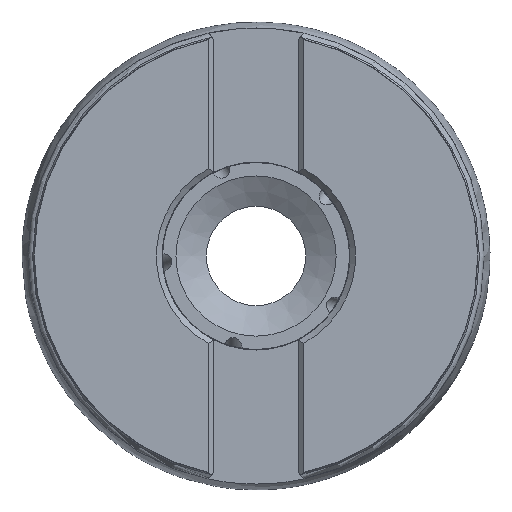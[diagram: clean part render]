
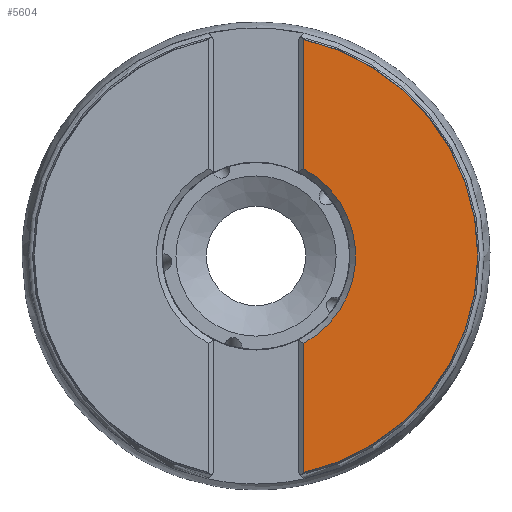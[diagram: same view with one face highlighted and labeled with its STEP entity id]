
A CAD part, left-side view. The second image highlights one B-rep face of the part: STEP entity #5604.
In plain terms, the highlighted planar face has unit normal (-1, 0, 0).
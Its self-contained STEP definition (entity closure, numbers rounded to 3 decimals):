
#218 = VERTEX_POINT ( 'NONE', #1679 ) ;
#489 = AXIS2_PLACEMENT_3D ( 'NONE', #5645, #13364, #6733 ) ;
#776 = ORIENTED_EDGE ( 'NONE', *, *, #3349, .T. ) ;
#958 = DIRECTION ( 'NONE',  ( -1., 0., 0. ) ) ;
#1560 = LINE ( 'NONE', #7206, #9946 ) ;
#1679 = CARTESIAN_POINT ( 'NONE',  ( -48.905, -8.15, 37.036 ) ) ;
#1828 = CARTESIAN_POINT ( 'NONE',  ( -48.905, -8.15, -14.948 ) ) ;
#2480 = VECTOR ( 'NONE', #10818, 1000. ) ;
#2740 = ORIENTED_EDGE ( 'NONE', *, *, #10187, .T. ) ;
#2836 = CIRCLE ( 'NONE', #5088, 37.922 ) ;
#2872 = DIRECTION ( 'NONE',  ( 1., 0., 0. ) ) ;
#3066 = CARTESIAN_POINT ( 'NONE',  ( -48.905, -8.15, 14.948 ) ) ;
#3349 = EDGE_CURVE ( 'NONE', #218, #13244, #10201, .T. ) ;
#3524 = VERTEX_POINT ( 'NONE', #6837 ) ;
#5088 = AXIS2_PLACEMENT_3D ( 'NONE', #9409, #2872, #10575 ) ;
#5604 = ADVANCED_FACE ( 'NONE', ( #9634 ), #10825, .T. ) ;
#5645 = CARTESIAN_POINT ( 'NONE',  ( -48.905, 0., 0. ) ) ;
#6733 = DIRECTION ( 'NONE',  ( 0., 0., 1. ) ) ;
#6837 = CARTESIAN_POINT ( 'NONE',  ( -48.905, -8.15, -37.036 ) ) ;
#7206 = CARTESIAN_POINT ( 'NONE',  ( -48.905, -8.15, -45. ) ) ;
#8104 = ORIENTED_EDGE ( 'NONE', *, *, #9569, .F. ) ;
#8351 = AXIS2_PLACEMENT_3D ( 'NONE', #11933, #958, #8599 ) ;
#8599 = DIRECTION ( 'NONE',  ( 0., 0., 1. ) ) ;
#9409 = CARTESIAN_POINT ( 'NONE',  ( -48.905, 0., 0. ) ) ;
#9569 = EDGE_CURVE ( 'NONE', #218, #3524, #2836, .T. ) ;
#9634 = FACE_OUTER_BOUND ( 'NONE', #11747, .T. ) ;
#9946 = VECTOR ( 'NONE', #13853, 1000. ) ;
#10187 = EDGE_CURVE ( 'NONE', #13244, #13638, #11398, .T. ) ;
#10201 = LINE ( 'NONE', #11159, #2480 ) ;
#10575 = DIRECTION ( 'NONE',  ( 0., 0., 1. ) ) ;
#10818 = DIRECTION ( 'NONE',  ( 0., 0., -1. ) ) ;
#10825 = PLANE ( 'NONE',  #8351 ) ;
#11159 = CARTESIAN_POINT ( 'NONE',  ( -48.905, -8.15, -45. ) ) ;
#11398 = CIRCLE ( 'NONE', #489, 17.025 ) ;
#11747 = EDGE_LOOP ( 'NONE', ( #13021, #8104, #776, #2740 ) ) ;
#11933 = CARTESIAN_POINT ( 'NONE',  ( -48.905, 0., 0. ) ) ;
#13021 = ORIENTED_EDGE ( 'NONE', *, *, #13614, .T. ) ;
#13244 = VERTEX_POINT ( 'NONE', #3066 ) ;
#13364 = DIRECTION ( 'NONE',  ( 1., 0., 0. ) ) ;
#13614 = EDGE_CURVE ( 'NONE', #13638, #3524, #1560, .T. ) ;
#13638 = VERTEX_POINT ( 'NONE', #1828 ) ;
#13853 = DIRECTION ( 'NONE',  ( 0., 0., -1. ) ) ;
